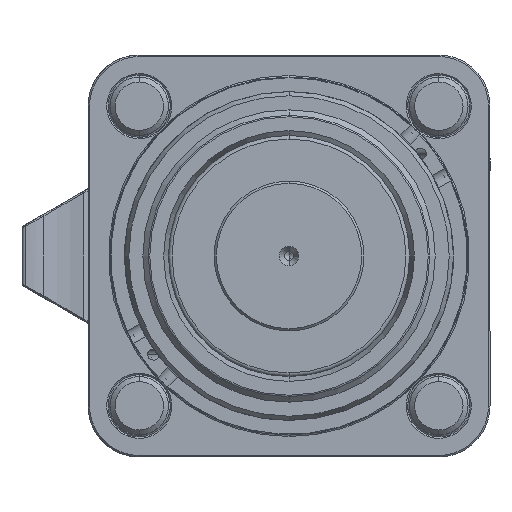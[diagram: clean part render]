
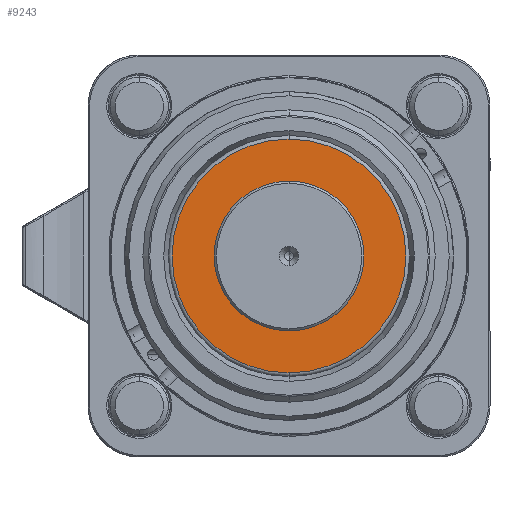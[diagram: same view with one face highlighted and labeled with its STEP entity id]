
A CAD part, front view. The second image highlights one B-rep face of the part: STEP entity #9243.
In plain terms, the highlighted planar face has unit normal (0, -1, 0).
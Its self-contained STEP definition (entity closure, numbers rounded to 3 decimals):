
#1421 = DIRECTION ( 'NONE',  ( 0., 0., -1. ) ) ;
#1809 = DIRECTION ( 'NONE',  ( 0., 0., 1. ) ) ;
#2052 = ORIENTED_EDGE ( 'NONE', *, *, #3594, .F. ) ;
#2134 = EDGE_LOOP ( 'NONE', ( #28621, #11733 ) ) ;
#2742 = AXIS2_PLACEMENT_3D ( 'NONE', #21305, #28671, #1809 ) ;
#3594 = EDGE_CURVE ( 'NONE', #22051, #13853, #5318, .T. ) ;
#3787 = CARTESIAN_POINT ( 'NONE',  ( 0., -31.948, 16. ) ) ;
#3868 = FACE_OUTER_BOUND ( 'NONE', #2134, .T. ) ;
#5318 = CIRCLE ( 'NONE', #17860, 10.25 ) ;
#5856 = CARTESIAN_POINT ( 'NONE',  ( -16., -31.948, 0. ) ) ;
#7689 = CIRCLE ( 'NONE', #23898, 16. ) ;
#7871 = DIRECTION ( 'NONE',  ( 0., 0., 1. ) ) ;
#9243 = ADVANCED_FACE ( 'NONE', ( #28283, #3868 ), #23861, .F. ) ;
#11733 = ORIENTED_EDGE ( 'NONE', *, *, #28170, .T. ) ;
#12272 = DIRECTION ( 'NONE',  ( 0., -1., 0. ) ) ;
#12450 = CARTESIAN_POINT ( 'NONE',  ( 0., -31.948, 0. ) ) ;
#13514 = CARTESIAN_POINT ( 'NONE',  ( 0., -31.948, -16. ) ) ;
#13853 = VERTEX_POINT ( 'NONE', #13885 ) ;
#13885 = CARTESIAN_POINT ( 'NONE',  ( 0., -31.948, 10.25 ) ) ;
#15868 = EDGE_CURVE ( 'NONE', #13853, #22051, #26784, .T. ) ;
#16607 = EDGE_CURVE ( 'NONE', #19022, #26727, #22127, .T. ) ;
#17811 = DIRECTION ( 'NONE',  ( 0., -1., 0. ) ) ;
#17860 = AXIS2_PLACEMENT_3D ( 'NONE', #21052, #31015, #23999 ) ;
#18098 = CARTESIAN_POINT ( 'NONE',  ( 0., -31.948, -10.25 ) ) ;
#19022 = VERTEX_POINT ( 'NONE', #3787 ) ;
#21052 = CARTESIAN_POINT ( 'NONE',  ( 0., -31.948, 0. ) ) ;
#21305 = CARTESIAN_POINT ( 'NONE',  ( 0., -31.948, 0. ) ) ;
#22051 = VERTEX_POINT ( 'NONE', #18098 ) ;
#22127 = CIRCLE ( 'NONE', #28399, 16. ) ;
#23861 = PLANE ( 'NONE',  #27670 ) ;
#23898 = AXIS2_PLACEMENT_3D ( 'NONE', #30246, #17811, #27640 ) ;
#23999 = DIRECTION ( 'NONE',  ( 0., 0., 1. ) ) ;
#25392 = ORIENTED_EDGE ( 'NONE', *, *, #15868, .F. ) ;
#26727 = VERTEX_POINT ( 'NONE', #13514 ) ;
#26784 = CIRCLE ( 'NONE', #2742, 10.25 ) ;
#27640 = DIRECTION ( 'NONE',  ( 0., 0., 1. ) ) ;
#27670 = AXIS2_PLACEMENT_3D ( 'NONE', #5856, #31365, #1421 ) ;
#28170 = EDGE_CURVE ( 'NONE', #26727, #19022, #7689, .T. ) ;
#28283 = FACE_BOUND ( 'NONE', #29822, .T. ) ;
#28399 = AXIS2_PLACEMENT_3D ( 'NONE', #12450, #12272, #7871 ) ;
#28621 = ORIENTED_EDGE ( 'NONE', *, *, #16607, .T. ) ;
#28671 = DIRECTION ( 'NONE',  ( 0., -1., 0. ) ) ;
#29822 = EDGE_LOOP ( 'NONE', ( #2052, #25392 ) ) ;
#30246 = CARTESIAN_POINT ( 'NONE',  ( 0., -31.948, 0. ) ) ;
#31015 = DIRECTION ( 'NONE',  ( 0., -1., 0. ) ) ;
#31365 = DIRECTION ( 'NONE',  ( 0., 1., 0. ) ) ;
